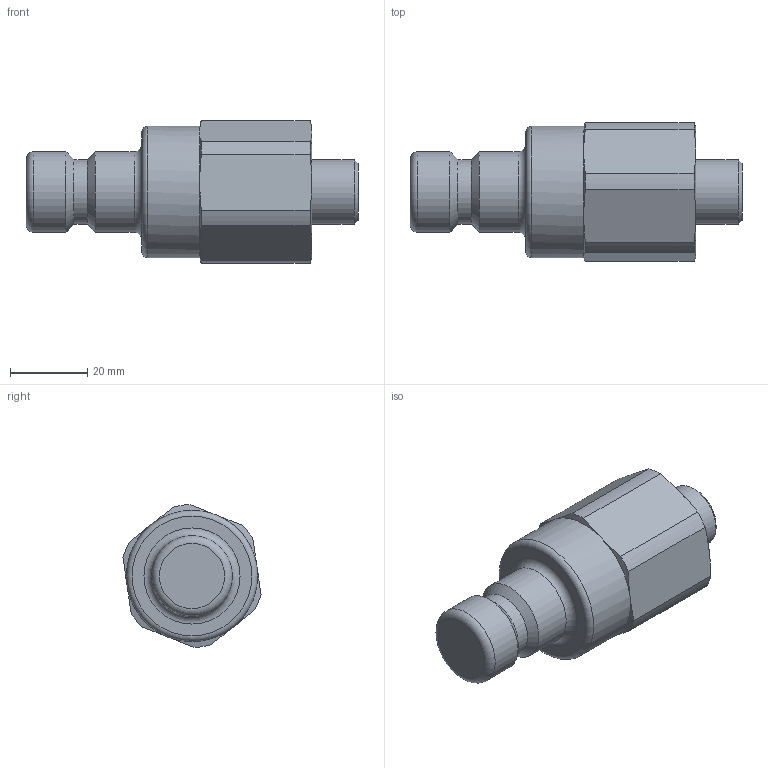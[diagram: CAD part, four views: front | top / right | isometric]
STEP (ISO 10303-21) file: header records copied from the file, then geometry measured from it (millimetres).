
FILE_DESCRIPTION((''),'2;1');
FILE_NAME('57sbaw17mpn.stp','2013-08-05T11:09:31',('IA176480'),(''),'Autodesk Inventor 2013','Autodesk Inventor 2013','');
FILE_SCHEMA(('AUTOMOTIVE_DESIGN { 1 0 10303 214 1 1 1 1 }'));
Length unit declared in the file: millimetre
Products named in the file (1): D107533
Bounding box: 86 x 35.76 x 36.99 mm (x, y, z)
Volume: 54360.1 mm3; surface area: 9384.4 mm2
Topology: 1 solids, 2 shells, 43 faces, 93 edges, 55 vertices
Faces by surface type: cone 16, cylinder 12, plane 11, torus 4
Full cylindrical faces by diameter (mm): 16.662 x1, 16.8 x1, 20.9 x2, 29.06 x1, 34 x1
Entity records: 1132 total; most frequent: CARTESIAN_POINT 222, DIRECTION 182, ORIENTED_EDGE 154, AXIS2_PLACEMENT_3D 85, EDGE_CURVE 77, EDGE_LOOP 60, VERTEX_POINT 53, FACE_OUTER_BOUND 43
